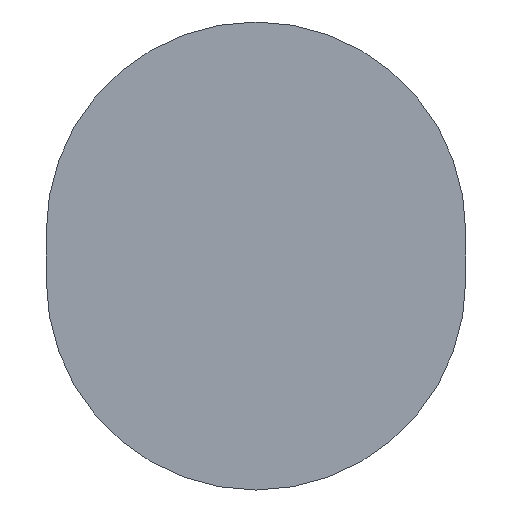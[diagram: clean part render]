
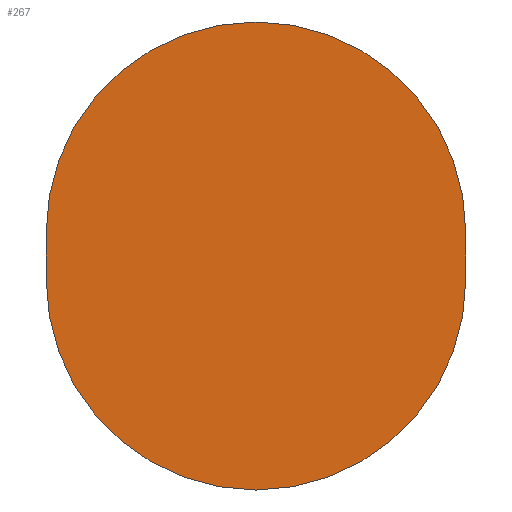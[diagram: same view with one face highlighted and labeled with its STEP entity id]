
A CAD part, front view. The second image highlights one B-rep face of the part: STEP entity #267.
In plain terms, the highlighted planar face has unit normal (0, -1, 0).
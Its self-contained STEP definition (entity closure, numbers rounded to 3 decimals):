
#42=FACE_OUTER_BOUND('',#61,.T.);
#61=EDGE_LOOP('',(#239,#240,#241,#242));
#69=CIRCLE('',#294,2.6);
#77=CIRCLE('',#312,2.6);
#89=LINE('',#445,#108);
#96=LINE('',#472,#115);
#108=VECTOR('',#358,10.);
#115=VECTOR('',#393,10.);
#128=VERTEX_POINT('',#434);
#129=VERTEX_POINT('',#436);
#131=VERTEX_POINT('',#444);
#137=VERTEX_POINT('',#470);
#153=EDGE_CURVE('',#128,#129,#69,.T.);
#157=EDGE_CURVE('',#129,#131,#89,.T.);
#171=EDGE_CURVE('',#137,#128,#96,.T.);
#172=EDGE_CURVE('',#131,#137,#77,.T.);
#239=ORIENTED_EDGE('',*,*,#172,.F.);
#240=ORIENTED_EDGE('',*,*,#157,.F.);
#241=ORIENTED_EDGE('',*,*,#153,.F.);
#242=ORIENTED_EDGE('',*,*,#171,.F.);
#250=PLANE('',#314);
#267=ADVANCED_FACE('',(#42),#250,.F.);
#294=AXIS2_PLACEMENT_3D('',#437,#349,#350);
#312=AXIS2_PLACEMENT_3D('',#474,#396,#397);
#314=AXIS2_PLACEMENT_3D('',#476,#400,#401);
#349=DIRECTION('center_axis',(0.,1.,0.));
#350=DIRECTION('ref_axis',(-1.,0.,0.));
#358=DIRECTION('',(0.,0.,-1.));
#393=DIRECTION('',(0.,0.,1.));
#396=DIRECTION('center_axis',(0.,1.,0.));
#397=DIRECTION('ref_axis',(1.,0.,0.));
#400=DIRECTION('center_axis',(0.,1.,0.));
#401=DIRECTION('ref_axis',(1.,0.,0.));
#434=CARTESIAN_POINT('',(-2.6,0.,-9.8));
#436=CARTESIAN_POINT('',(2.6,0.,-9.8));
#437=CARTESIAN_POINT('Origin',(0.,0.,-9.8));
#444=CARTESIAN_POINT('',(2.6,0.,-10.4));
#445=CARTESIAN_POINT('',(2.6,0.,-9.8));
#470=CARTESIAN_POINT('',(-2.6,0.,-10.4));
#472=CARTESIAN_POINT('',(-2.6,0.,-10.4));
#474=CARTESIAN_POINT('Origin',(0.,0.,-10.4));
#476=CARTESIAN_POINT('Origin',(0.,0.,-10.1));
